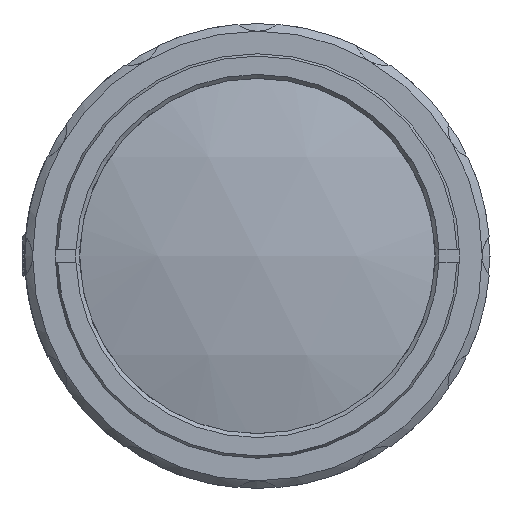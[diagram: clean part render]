
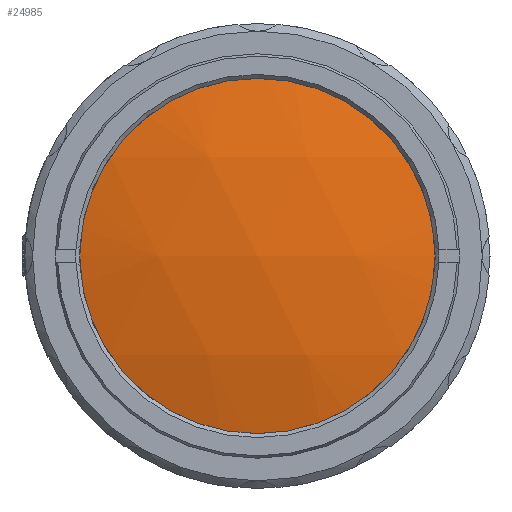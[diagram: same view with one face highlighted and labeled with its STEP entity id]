
A CAD part, left-side view. The second image highlights one B-rep face of the part: STEP entity #24985.
In plain terms, the highlighted spherical face has radius 45.7 mm.
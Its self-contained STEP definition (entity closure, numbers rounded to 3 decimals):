
#731=SPHERICAL_SURFACE('',#26962,45.7);
#3376=FACE_OUTER_BOUND('',#4972,.T.);
#4972=EDGE_LOOP('',(#17777,#17778));
#10231=CIRCLE('',#26963,12.7);
#10232=CIRCLE('',#26964,12.7);
#11014=VERTEX_POINT('',#35316);
#11015=VERTEX_POINT('',#35317);
#13657=EDGE_CURVE('',#11014,#11015,#10231,.T.);
#13658=EDGE_CURVE('',#11015,#11014,#10232,.T.);
#17777=ORIENTED_EDGE('',*,*,#13657,.T.);
#17778=ORIENTED_EDGE('',*,*,#13658,.T.);
#24985=ADVANCED_FACE('',(#3376),#731,.T.);
#26962=AXIS2_PLACEMENT_3D('',#35315,#29261,#29262);
#26963=AXIS2_PLACEMENT_3D('',#35318,#29263,#29264);
#26964=AXIS2_PLACEMENT_3D('',#35319,#29265,#29266);
#29261=DIRECTION('center_axis',(-1.,0.,0.));
#29262=DIRECTION('ref_axis',(0.,-1.,0.));
#29263=DIRECTION('center_axis',(0.,0.,1.));
#29264=DIRECTION('ref_axis',(0.814,-0.581,0.));
#29265=DIRECTION('center_axis',(0.,0.,1.));
#29266=DIRECTION('ref_axis',(0.814,-0.581,0.));
#35315=CARTESIAN_POINT('Origin',(0.,0.,7.325));
#35316=CARTESIAN_POINT('',(12.7,0.,51.225));
#35317=CARTESIAN_POINT('',(-12.7,0.,51.225));
#35318=CARTESIAN_POINT('Origin',(0.,0.,
51.225));
#35319=CARTESIAN_POINT('Origin',(0.,0.,
51.225));
